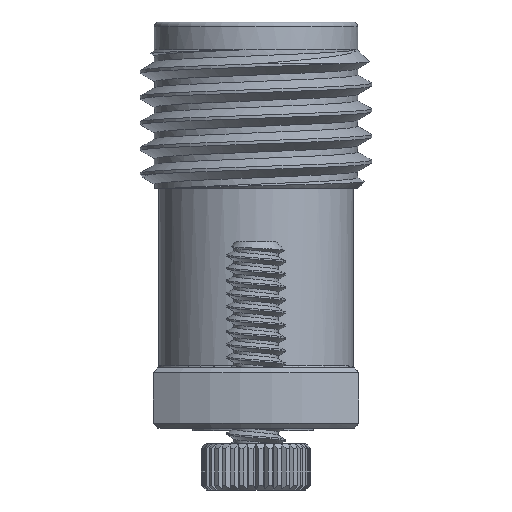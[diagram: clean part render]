
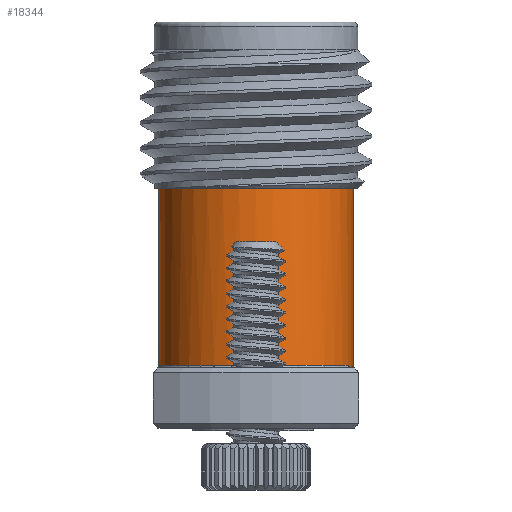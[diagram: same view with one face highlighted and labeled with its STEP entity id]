
A CAD part, front view. The second image highlights one B-rep face of the part: STEP entity #18344.
In plain terms, the highlighted cylindrical face has radius 2.664 mm (diameter 5.328 mm), a partial arc.
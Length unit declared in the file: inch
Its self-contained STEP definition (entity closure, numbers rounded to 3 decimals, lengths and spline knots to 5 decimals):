
#478 = EDGE_CURVE ( 'NONE', #17886, #12907, #11254, .T. ) ;
#709 = CARTESIAN_POINT ( 'NONE',  ( -0.01388, -0.10397, 0.068 ) ) ;
#1538 = VERTEX_POINT ( 'NONE', #5598 ) ;
#1539 = VERTEX_POINT ( 'NONE', #5861 ) ;
#1727 = EDGE_CURVE ( 'NONE', #1539, #6618, #6509, .T. ) ;
#1741 = ORIENTED_EDGE ( 'NONE', *, *, #1727, .T. ) ;
#1798 = VERTEX_POINT ( 'NONE', #12544 ) ;
#2556 = CARTESIAN_POINT ( 'NONE',  ( 0.00953, -0.10455, 0.06593 ) ) ;
#2815 = CARTESIAN_POINT ( 'NONE',  ( 0., 0., 0.068 ) ) ;
#3683 = CARTESIAN_POINT ( 'NONE',  ( -0.10429, -0.013, 0.068 ) ) ;
#4091 = B_SPLINE_CURVE_WITH_KNOTS ( 'NONE', 3,
 ( #13478, #5354, #3683, #7481 ),
 .UNSPECIFIED., .F., .F.,
 ( 4, 4 ),
 ( 0.0005, 0.00099 ),
 .UNSPECIFIED. ) ;
#4217 = EDGE_CURVE ( 'NONE', #14570, #19423, #13695, .T. ) ;
#4717 = DIRECTION ( 'NONE',  ( 0., 0., -1. ) ) ;
#5249 = EDGE_CURVE ( 'NONE', #1538, #5801, #6731, .T. ) ;
#5354 = CARTESIAN_POINT ( 'NONE',  ( -0.10489, -0.00647, 0.06735 ) ) ;
#5598 = CARTESIAN_POINT ( 'NONE',  ( -0.10489, 0., 0.259 ) ) ;
#5801 = VERTEX_POINT ( 'NONE', #20009 ) ;
#5861 = CARTESIAN_POINT ( 'NONE',  ( -0.10308, -0.01942, 0.068 ) ) ;
#5943 = AXIS2_PLACEMENT_3D ( 'NONE', #15707, #23694, #23509 ) ;
#6443 = CARTESIAN_POINT ( 'NONE',  ( 0.1, -0.03165, 0.068 ) ) ;
#6509 = CIRCLE ( 'NONE', #5943, 0.10489 ) ;
#6618 = VERTEX_POINT ( 'NONE', #7211 ) ;
#6731 = LINE ( 'NONE', #19164, #14292 ) ;
#7211 = CARTESIAN_POINT ( 'NONE',  ( -0.01388, -0.10397, 0.068 ) ) ;
#7481 = CARTESIAN_POINT ( 'NONE',  ( -0.10308, -0.01942, 0.068 ) ) ;
#8028 = VECTOR ( 'NONE', #4717, 39.37008 ) ;
#8279 = EDGE_CURVE ( 'NONE', #5801, #1539, #4091, .T. ) ;
#8409 = CYLINDRICAL_SURFACE ( 'NONE', #17525, 0.10489 ) ;
#8806 = CARTESIAN_POINT ( 'NONE',  ( -0.00953, -0.10455, 0.06593 ) ) ;
#10036 = ORIENTED_EDGE ( 'NONE', *, *, #478, .T. ) ;
#10224 = EDGE_CURVE ( 'NONE', #19423, #12907, #14638, .T. ) ;
#10924 = CIRCLE ( 'NONE', #17917, 0.10489 ) ;
#11117 = DIRECTION ( 'NONE',  ( 0., 0., -1. ) ) ;
#11254 = LINE ( 'NONE', #23042, #24118 ) ;
#11840 = EDGE_CURVE ( 'NONE', #6618, #1798, #20695, .T. ) ;
#12497 = ORIENTED_EDGE ( 'NONE', *, *, #10224, .F. ) ;
#12544 = CARTESIAN_POINT ( 'NONE',  ( 0.01388, -0.10397, 0.068 ) ) ;
#12907 = VERTEX_POINT ( 'NONE', #18166 ) ;
#13126 = CARTESIAN_POINT ( 'NONE',  ( 0.01388, -0.10397, 0.068 ) ) ;
#13478 = CARTESIAN_POINT ( 'NONE',  ( -0.10489, 0., 0.06735 ) ) ;
#13695 = LINE ( 'NONE', #16783, #8028 ) ;
#14292 = VECTOR ( 'NONE', #21345, 39.37008 ) ;
#14570 = VERTEX_POINT ( 'NONE', #16869 ) ;
#14638 = CIRCLE ( 'NONE', #24289, 0.10489 ) ;
#14869 = CARTESIAN_POINT ( 'NONE',  ( -0.00478, -0.10489, 0.06456 ) ) ;
#15707 = CARTESIAN_POINT ( 'NONE',  ( 0., 0., 0.068 ) ) ;
#15781 = CARTESIAN_POINT ( 'NONE',  ( 0., 0., 0.259 ) ) ;
#15953 = EDGE_LOOP ( 'NONE', ( #17407, #25464, #24332, #21108, #1741, #20790, #17812, #10036, #12497 ) ) ;
#16783 = CARTESIAN_POINT ( 'NONE',  ( 0.10489, 0., 0.259 ) ) ;
#16869 = CARTESIAN_POINT ( 'NONE',  ( 0.10489, 0., 0.259 ) ) ;
#16909 = DIRECTION ( 'NONE',  ( 1., 0., 0. ) ) ;
#17407 = ORIENTED_EDGE ( 'NONE', *, *, #4217, .F. ) ;
#17525 = AXIS2_PLACEMENT_3D ( 'NONE', #20084, #24369, #22079 ) ;
#17736 = CIRCLE ( 'NONE', #22276, 0.10489 ) ;
#17812 = ORIENTED_EDGE ( 'NONE', *, *, #23301, .T. ) ;
#17886 = VERTEX_POINT ( 'NONE', #6443 ) ;
#17917 = AXIS2_PLACEMENT_3D ( 'NONE', #15781, #25961, #21836 ) ;
#18166 = CARTESIAN_POINT ( 'NONE',  ( 0.1, -0.03165, 0.066 ) ) ;
#18344 = ADVANCED_FACE ( 'NONE', ( #19745 ), #8409, .T. ) ;
#18938 = CARTESIAN_POINT ( 'NONE',  ( 0.00478, -0.10489, 0.06456 ) ) ;
#19164 = CARTESIAN_POINT ( 'NONE',  ( -0.10489, 0., 0.259 ) ) ;
#19423 = VERTEX_POINT ( 'NONE', #24823 ) ;
#19454 = DIRECTION ( 'NONE',  ( 1., 0., 0. ) ) ;
#19745 = FACE_OUTER_BOUND ( 'NONE', #15953, .T. ) ;
#20009 = CARTESIAN_POINT ( 'NONE',  ( -0.10489, 0., 0.06735 ) ) ;
#20084 = CARTESIAN_POINT ( 'NONE',  ( 0., 0., 0.259 ) ) ;
#20695 = B_SPLINE_CURVE_WITH_KNOTS ( 'NONE', 3,
 ( #709, #8806, #14869, #18938, #2556, #13126 ),
 .UNSPECIFIED., .F., .F.,
 ( 4, 2, 4 ),
 ( -0.00024, 0.00012, 0.00049 ),
 .UNSPECIFIED. ) ;
#20790 = ORIENTED_EDGE ( 'NONE', *, *, #11840, .T. ) ;
#20899 = EDGE_CURVE ( 'NONE', #1538, #14570, #10924, .T. ) ;
#21108 = ORIENTED_EDGE ( 'NONE', *, *, #8279, .T. ) ;
#21345 = DIRECTION ( 'NONE',  ( 0., 0., -1. ) ) ;
#21836 = DIRECTION ( 'NONE',  ( 1., 0., 0. ) ) ;
#22079 = DIRECTION ( 'NONE',  ( -1., 0., 0. ) ) ;
#22276 = AXIS2_PLACEMENT_3D ( 'NONE', #2815, #24982, #16909 ) ;
#23042 = CARTESIAN_POINT ( 'NONE',  ( 0.1, -0.03165, 0.065 ) ) ;
#23301 = EDGE_CURVE ( 'NONE', #1798, #17886, #17736, .T. ) ;
#23388 = DIRECTION ( 'NONE',  ( 0., 0., -1. ) ) ;
#23509 = DIRECTION ( 'NONE',  ( 1., 0., 0. ) ) ;
#23694 = DIRECTION ( 'NONE',  ( 0., 0., 1. ) ) ;
#24118 = VECTOR ( 'NONE', #11117, 39.37008 ) ;
#24289 = AXIS2_PLACEMENT_3D ( 'NONE', #25156, #23388, #19454 ) ;
#24332 = ORIENTED_EDGE ( 'NONE', *, *, #5249, .T. ) ;
#24369 = DIRECTION ( 'NONE',  ( 0., 0., -1. ) ) ;
#24823 = CARTESIAN_POINT ( 'NONE',  ( 0.10489, 0., 0.066 ) ) ;
#24982 = DIRECTION ( 'NONE',  ( 0., 0., 1. ) ) ;
#25156 = CARTESIAN_POINT ( 'NONE',  ( 0., 0., 0.066 ) ) ;
#25464 = ORIENTED_EDGE ( 'NONE', *, *, #20899, .F. ) ;
#25961 = DIRECTION ( 'NONE',  ( 0., 0., 1. ) ) ;
